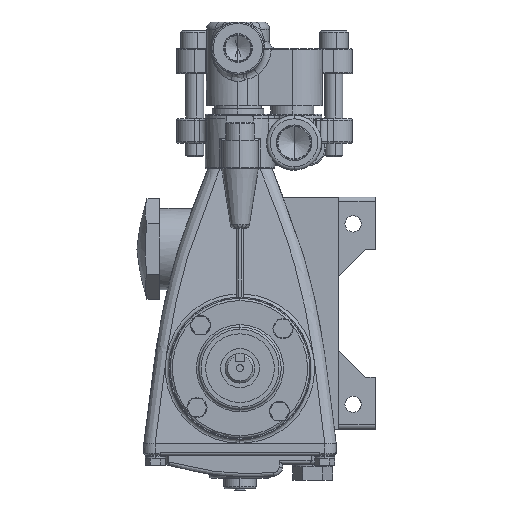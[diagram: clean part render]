
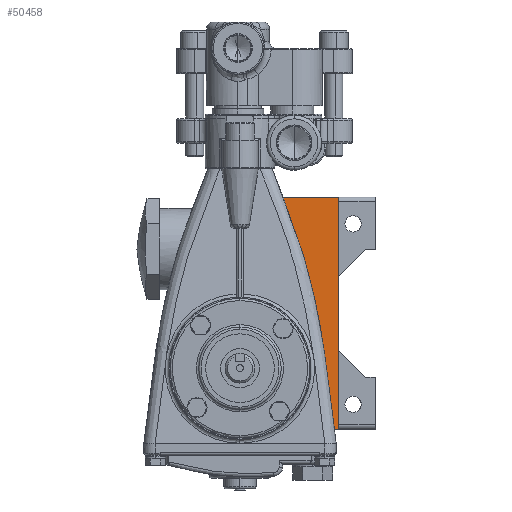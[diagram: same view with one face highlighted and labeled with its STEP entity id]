
A CAD part, left-side view. The second image highlights one B-rep face of the part: STEP entity #50458.
In plain terms, the highlighted planar face has unit normal (-1, 0, 0).
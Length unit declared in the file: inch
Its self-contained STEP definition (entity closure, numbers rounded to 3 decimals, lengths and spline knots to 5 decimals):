
#13611 = VERTEX_POINT ( 'NONE', #30459 ) ;
#13787 = EDGE_CURVE ( 'NONE', #13611, #13790, #30971, .T. ) ;
#13790 = VERTEX_POINT ( 'NONE', #30976 ) ;
#14863 = VERTEX_POINT ( 'NONE', #34008 ) ;
#14990 = EDGE_CURVE ( 'NONE', #14863, #13790, #34148, .T. ) ;
#29785 = ORIENTED_EDGE ( 'NONE', *, *, #14990, .T. ) ;
#30459 = CARTESIAN_POINT ( 'NONE',  ( -1.125, -2.06403, -1.335 ) ) ;
#30958 = CARTESIAN_POINT ( 'NONE',  ( -1.125, -0.94186, 3.735 ) ) ;
#30959 = CARTESIAN_POINT ( 'NONE',  ( -1.125, -1.09942, 3.32686 ) ) ;
#30960 = CARTESIAN_POINT ( 'NONE',  ( -1.125, -1.69427, 1.69593 ) ) ;
#30961 = CARTESIAN_POINT ( 'NONE',  ( -1.125, -1.91471, -0.03517 ) ) ;
#30962 = CARTESIAN_POINT ( 'NONE',  ( -1.125, -2.06403, -1.335 ) ) ;
#30971 = B_SPLINE_CURVE_WITH_KNOTS ( 'NONE', 3,
 ( #30962, #30961, #30960, #30959, #30958 ),
 .UNSPECIFIED., .F., .F.,
 ( 4, 1, 4 ),
 ( 0.05093, 0.68145, 0.89337 ),
 .UNSPECIFIED. ) ;
#30976 = CARTESIAN_POINT ( 'NONE',  ( -1.125, -0.94186, 3.735 ) ) ;
#34008 = CARTESIAN_POINT ( 'NONE',  ( -1.125, -2.16, 3.735 ) ) ;
#34145 = DIRECTION ( 'NONE',  ( 0., 1., 0. ) ) ;
#34146 = VECTOR ( 'NONE', #34145, 39.37008 ) ;
#34147 = CARTESIAN_POINT ( 'NONE',  ( -1.125, -2.16, 3.735 ) ) ;
#34148 = LINE ( 'NONE', #34147, #34146 ) ;
#44635 = ORIENTED_EDGE ( 'NONE', *, *, #49440, .F. ) ;
#45635 = DIRECTION ( 'NONE',  ( 0., 1., 0. ) ) ;
#45636 = VECTOR ( 'NONE', #45635, 39.37008 ) ;
#45637 = CARTESIAN_POINT ( 'NONE',  ( -1.125, -2.16, -1.335 ) ) ;
#45638 = LINE ( 'NONE', #45637, #45636 ) ;
#45651 = CARTESIAN_POINT ( 'NONE',  ( -1.125, -2.16, -1.335 ) ) ;
#48785 = DIRECTION ( 'NONE',  ( 0., 0., 1. ) ) ;
#48786 = DIRECTION ( 'NONE',  ( -1., 0., 0. ) ) ;
#48787 = CARTESIAN_POINT ( 'NONE',  ( -1.125, -2.16, 3.735 ) ) ;
#48788 = AXIS2_PLACEMENT_3D ( 'NONE', #48787, #48786, #48785 ) ;
#48789 = PLANE ( 'NONE',  #48788 ) ;
#48790 = FACE_OUTER_BOUND ( 'NONE', #50453, .T. ) ;
#48799 = DIRECTION ( 'NONE',  ( 0., 0., 1. ) ) ;
#48800 = VECTOR ( 'NONE', #48799, 39.37008 ) ;
#48801 = CARTESIAN_POINT ( 'NONE',  ( -1.125, -2.16, 3.735 ) ) ;
#48806 = LINE ( 'NONE', #48801, #48800 ) ;
#49432 = VERTEX_POINT ( 'NONE', #45651 ) ;
#49440 = EDGE_CURVE ( 'NONE', #49432, #13611, #45638, .T. ) ;
#49734 = ORIENTED_EDGE ( 'NONE', *, *, #13787, .F. ) ;
#50453 = EDGE_LOOP ( 'NONE', ( #49734, #44635, #50492, #29785 ) ) ;
#50458 = ADVANCED_FACE ( 'NONE', ( #48790 ), #48789, .T. ) ;
#50489 = EDGE_CURVE ( 'NONE', #49432, #14863, #48806, .T. ) ;
#50492 = ORIENTED_EDGE ( 'NONE', *, *, #50489, .T. ) ;
